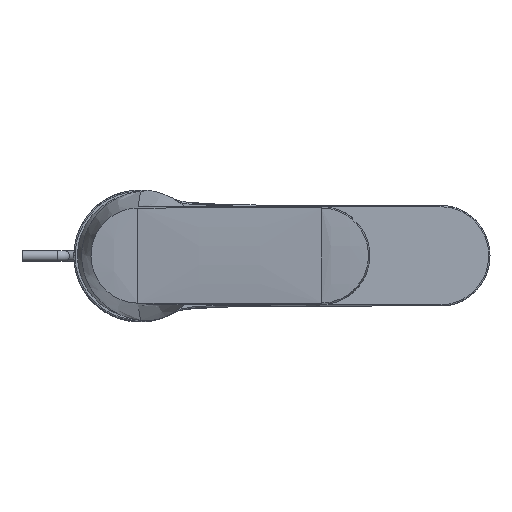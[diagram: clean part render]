
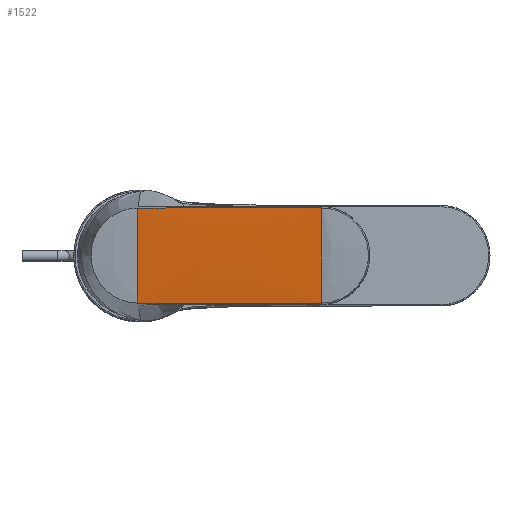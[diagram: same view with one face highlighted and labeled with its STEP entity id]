
A CAD part, top view. The second image highlights one B-rep face of the part: STEP entity #1522.
In plain terms, the highlighted free-form (B-spline) face has degree [5, 3] with [6, 4] control points.
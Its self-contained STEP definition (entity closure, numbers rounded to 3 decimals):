
#243=B_SPLINE_CURVE_WITH_KNOTS('',3,(#7438,#7439,#7440,#7441),
 .UNSPECIFIED.,.F.,.F.,(4,4),(0.,1.),
 .UNSPECIFIED.);
#250=B_SPLINE_CURVE_WITH_KNOTS('',3,(#7570,#7571,#7572,#7573),
 .UNSPECIFIED.,.F.,.F.,(4,4),(0.,1.),.UNSPECIFIED.);
#251=B_SPLINE_CURVE_WITH_KNOTS('',3,(#7576,#7577,#7578,#7579),
 .UNSPECIFIED.,.F.,.F.,(4,4),(0.,0.071),.UNSPECIFIED.);
#252=B_SPLINE_CURVE_WITH_KNOTS('',3,(#7580,#7581,#7582,#7583),
 .UNSPECIFIED.,.F.,.F.,(4,4),(0.,0.071),
 .UNSPECIFIED.);
#306=B_SPLINE_SURFACE_WITH_KNOTS('',5,3,((#7546,#7547,#7548,#7549),(#7550,
#7551,#7552,#7553),(#7554,#7555,#7556,#7557),(#7558,#7559,#7560,#7561),
(#7562,#7563,#7564,#7565),(#7566,#7567,#7568,#7569)),.UNSPECIFIED.,.F.,
 .F.,.F.,(6,6),(4,4),(0.,1.),(0.,1.),.PIECEWISE_BEZIER_KNOTS.);
#765=ORIENTED_EDGE('',*,*,#1025,.T.);
#766=ORIENTED_EDGE('',*,*,#1026,.F.);
#767=ORIENTED_EDGE('',*,*,#1018,.F.);
#768=ORIENTED_EDGE('',*,*,#1027,.T.);
#1018=EDGE_CURVE('',#1178,#1179,#243,.T.);
#1025=EDGE_CURVE('',#1180,#1181,#250,.F.);
#1026=EDGE_CURVE('',#1179,#1181,#251,.T.);
#1027=EDGE_CURVE('',#1178,#1180,#252,.T.);
#1178=VERTEX_POINT('',#7442);
#1179=VERTEX_POINT('',#7443);
#1180=VERTEX_POINT('',#7574);
#1181=VERTEX_POINT('',#7575);
#1294=EDGE_LOOP('',(#765,#766,#767,#768));
#1409=FACE_BOUND('',#1294,.T.);
#1522=ADVANCED_FACE('',(#1409),#306,.F.);
#7438=CARTESIAN_POINT('',(69.247,18.092,148.236));
#7439=CARTESIAN_POINT('',(69.246,6.044,148.902));
#7440=CARTESIAN_POINT('',(69.246,-6.041,148.902));
#7441=CARTESIAN_POINT('',(69.247,-18.089,148.236));
#7442=CARTESIAN_POINT('',(69.247,18.092,148.236));
#7443=CARTESIAN_POINT('',(69.247,-18.089,148.236));
#7546=CARTESIAN_POINT('',(-0.584,-18.091,137.8));
#7547=CARTESIAN_POINT('',(22.693,-18.091,141.278));
#7548=CARTESIAN_POINT('',(45.97,-18.09,144.757));
#7549=CARTESIAN_POINT('',(69.247,-18.089,148.236));
#7550=CARTESIAN_POINT('',(-0.596,-10.854,138.2));
#7551=CARTESIAN_POINT('',(22.685,-10.854,141.679));
#7552=CARTESIAN_POINT('',(45.966,-10.854,145.157));
#7553=CARTESIAN_POINT('',(69.247,-10.853,148.636));
#7554=CARTESIAN_POINT('',(-0.602,-3.631,138.399));
#7555=CARTESIAN_POINT('',(22.681,-3.631,141.878));
#7556=CARTESIAN_POINT('',(45.963,-3.63,145.357));
#7557=CARTESIAN_POINT('',(69.246,-3.63,148.836));
#7558=CARTESIAN_POINT('',(-0.602,3.631,138.399));
#7559=CARTESIAN_POINT('',(22.681,3.631,141.878));
#7560=CARTESIAN_POINT('',(45.963,3.632,145.357));
#7561=CARTESIAN_POINT('',(69.246,3.632,148.836));
#7562=CARTESIAN_POINT('',(-0.596,10.854,138.2));
#7563=CARTESIAN_POINT('',(22.685,10.855,141.678));
#7564=CARTESIAN_POINT('',(45.966,10.855,145.157));
#7565=CARTESIAN_POINT('',(69.247,10.856,148.636));
#7566=CARTESIAN_POINT('',(-0.584,18.091,137.8));
#7567=CARTESIAN_POINT('',(22.693,18.091,141.278));
#7568=CARTESIAN_POINT('',(45.97,18.092,144.757));
#7569=CARTESIAN_POINT('',(69.247,18.092,148.236));
#7570=CARTESIAN_POINT('',(-0.584,-18.091,137.8));
#7571=CARTESIAN_POINT('',(-0.604,-6.03,138.466));
#7572=CARTESIAN_POINT('',(-0.604,6.03,138.466));
#7573=CARTESIAN_POINT('',(-0.584,18.091,137.8));
#7574=CARTESIAN_POINT('',(-0.584,18.091,137.8));
#7575=CARTESIAN_POINT('',(-0.583,-18.091,137.8));
#7576=CARTESIAN_POINT('',(69.247,-18.089,148.236));
#7577=CARTESIAN_POINT('',(45.97,-18.09,144.757));
#7578=CARTESIAN_POINT('',(22.694,-18.091,141.279));
#7579=CARTESIAN_POINT('',(-0.583,-18.091,137.8));
#7580=CARTESIAN_POINT('',(69.247,18.092,148.236));
#7581=CARTESIAN_POINT('',(45.97,18.092,144.757));
#7582=CARTESIAN_POINT('',(22.693,18.091,141.278));
#7583=CARTESIAN_POINT('',(-0.584,18.091,137.8));
